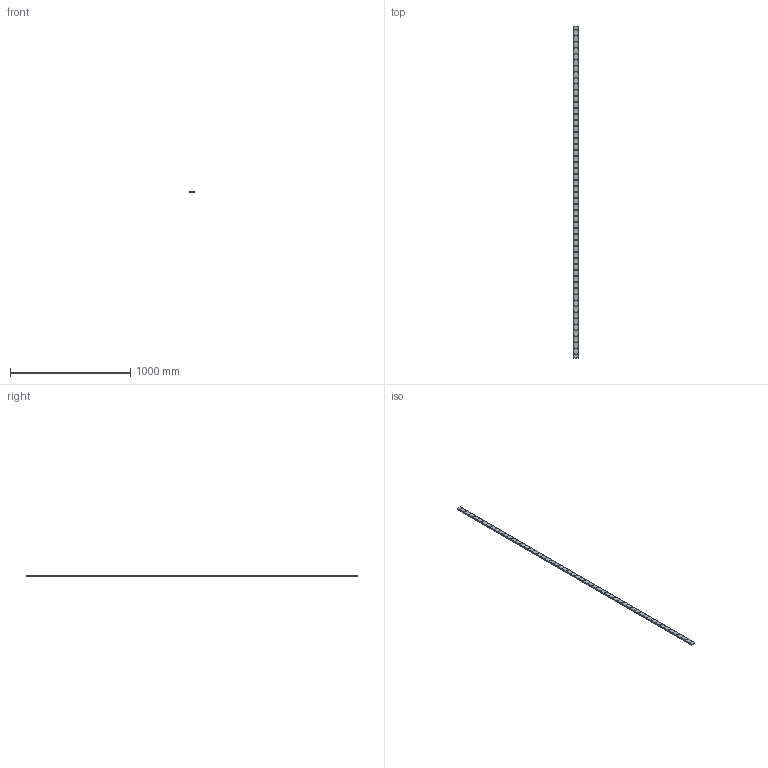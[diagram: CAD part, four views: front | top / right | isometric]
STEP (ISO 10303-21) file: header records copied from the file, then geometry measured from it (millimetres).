
FILE_DESCRIPTION(('STEP AP214'),'1');
FILE_NAME('cctmp_68DFDA90-D5FC-44E1-910C-3039181638F5_2021_03_04_11_53_48_0020..stp','2021-03-04T10:53:48',('HIWIN GmbH'),('CADClick - www.CADClick.com'),'Spatial InterOp 3D',' ','unknown authorization');
FILE_SCHEMA(('AUTOMOTIVE_DESIGN'));
Length unit declared in the file: millimetre
Products named in the file (1): WER21R2760H_FILE
Bounding box: 37 x 2760 x 11 mm (x, y, z)
Volume: 1022928.3 mm3; surface area: 298590.3 mm2
Topology: 1 solids, 1 shells, 1093 faces, 2271 edges, 1514 vertices
Faces by surface type: cylinder 678, plane 415
Entity records: 38469 total; most frequent: DIRECTION 5815, CARTESIAN_POINT 4879, ORIENTED_EDGE 4542, AXIS2_PLACEMENT_3D 2450, EDGE_CURVE 2271, VERTEX_POINT 1514, EDGE_LOOP 1427, CIRCLE 1356
